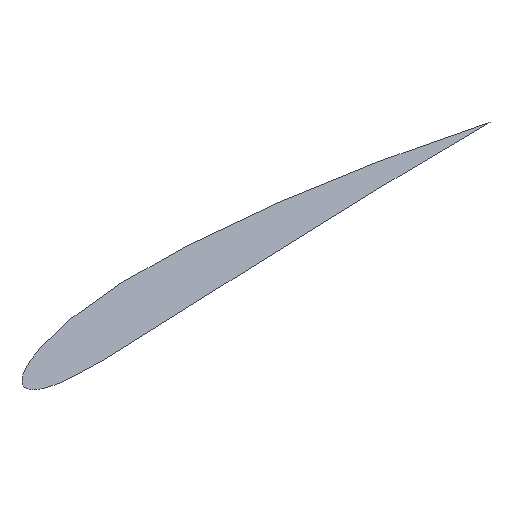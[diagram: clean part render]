
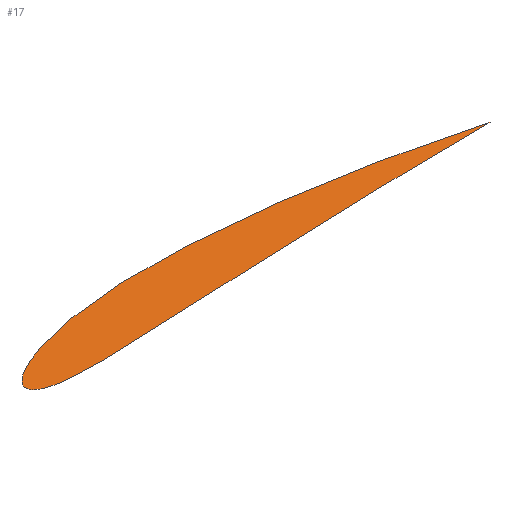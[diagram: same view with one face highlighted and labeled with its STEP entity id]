
A CAD part, isometric view. The second image highlights one B-rep face of the part: STEP entity #17.
In plain terms, the highlighted free-form (B-spline) face has degree [1, 1] with [2, 2] control points.
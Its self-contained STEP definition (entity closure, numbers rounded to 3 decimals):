
#17 = ADVANCED_FACE('',(#18),#76,.F.);
#18 = FACE_BOUND('',#19,.T.);
#19 = EDGE_LOOP('',(#20,#64,#71));
#20 = ORIENTED_EDGE('',*,*,#21,.T.);
#21 = EDGE_CURVE('',#22,#24,#26,.T.);
#22 = VERTEX_POINT('',#23);
#23 = CARTESIAN_POINT('',(1.047,0.001,0.));
#24 = VERTEX_POINT('',#25);
#25 = CARTESIAN_POINT('',(1.047,-0.001,0.));
#26 = B_SPLINE_CURVE_WITH_KNOTS('',3,(#27,#28,#29,#30,#31,#32,#33,#34,
    #35,#36,#37,#38,#39,#40,#41,#42,#43,#44,#45,#46,#47,#48,#49,#50,#51,
    #52,#53,#54,#55,#56,#57,#58,#59,#60,#61,#62,#63),.UNSPECIFIED.,.F.,
  .F.,(4,1,1,1,1,1,1,1,1,1,1,1,1,1,1,1,1,1,1,1,1,1,1,1,1,1,1,1,1,1,1,1,1
    ,1,4),(0.,0.025,0.05,0.101,
    0.15,0.2,0.249,0.298,
    0.347,0.371,0.396,0.421,
    0.446,0.459,0.472,0.486,
    0.493,0.507,0.516,0.523,
    0.535,0.548,0.56,0.584,
    0.609,0.633,0.658,0.707,
    0.755,0.804,0.853,0.902,
    0.951,0.976,1.),.UNSPECIFIED.);
#27 = CARTESIAN_POINT('',(1.047,0.001,0.));
#28 = CARTESIAN_POINT('',(1.03,0.006,0.));
#29 = CARTESIAN_POINT('',(0.995,0.016,0.));
#30 = CARTESIAN_POINT('',(0.925,0.033,0.));
#31 = CARTESIAN_POINT('',(0.838,0.052,0.));
#32 = CARTESIAN_POINT('',(0.733,0.071,0.));
#33 = CARTESIAN_POINT('',(0.629,0.086,0.));
#34 = CARTESIAN_POINT('',(0.524,0.097,0.));
#35 = CARTESIAN_POINT('',(0.419,0.104,0.));
#36 = CARTESIAN_POINT('',(0.332,0.104,0.));
#37 = CARTESIAN_POINT('',(0.262,0.099,0.));
#38 = CARTESIAN_POINT('',(0.209,0.093,0.));
#39 = CARTESIAN_POINT('',(0.157,0.083,0.));
#40 = CARTESIAN_POINT('',(0.113,0.072,0.));
#41 = CARTESIAN_POINT('',(0.078,0.061,0.));
#42 = CARTESIAN_POINT('',(0.052,0.05,0.));
#43 = CARTESIAN_POINT('',(0.029,0.038,0.));
#44 = CARTESIAN_POINT('',(0.01,0.024,0.));
#45 = CARTESIAN_POINT('',(-0.007,0.002,0.));
#46 = CARTESIAN_POINT('',(0.011,-0.015,0.));
#47 = CARTESIAN_POINT('',(0.03,-0.022,0.));
#48 = CARTESIAN_POINT('',(0.052,-0.027,0.));
#49 = CARTESIAN_POINT('',(0.078,-0.029,0.));
#50 = CARTESIAN_POINT('',(0.113,-0.031,0.));
#51 = CARTESIAN_POINT('',(0.157,-0.03,0.));
#52 = CARTESIAN_POINT('',(0.209,-0.029,0.));
#53 = CARTESIAN_POINT('',(0.262,-0.026,0.));
#54 = CARTESIAN_POINT('',(0.332,-0.023,0.));
#55 = CARTESIAN_POINT('',(0.419,-0.019,0.));
#56 = CARTESIAN_POINT('',(0.524,-0.015,0.));
#57 = CARTESIAN_POINT('',(0.628,-0.01,0.));
#58 = CARTESIAN_POINT('',(0.733,-0.007,0.));
#59 = CARTESIAN_POINT('',(0.838,-0.004,0.));
#60 = CARTESIAN_POINT('',(0.925,-0.003,0.));
#61 = CARTESIAN_POINT('',(0.995,-0.002,0.));
#62 = CARTESIAN_POINT('',(1.03,-0.001,0.));
#63 = CARTESIAN_POINT('',(1.047,-0.001,0.));
#64 = ORIENTED_EDGE('',*,*,#65,.T.);
#65 = EDGE_CURVE('',#24,#66,#68,.T.);
#66 = VERTEX_POINT('',#67);
#67 = CARTESIAN_POINT('',(1.057,-0.001,0.));
#68 = B_SPLINE_CURVE_WITH_KNOTS('',1,(#69,#70),.UNSPECIFIED.,.F.,.F.,(2,
    2),(0.,0.009),.PIECEWISE_BEZIER_KNOTS.);
#69 = CARTESIAN_POINT('',(1.047,-0.001,0.));
#70 = CARTESIAN_POINT('',(1.057,-0.001,0.));
#71 = ORIENTED_EDGE('',*,*,#72,.T.);
#72 = EDGE_CURVE('',#66,#22,#73,.T.);
#73 = B_SPLINE_CURVE_WITH_KNOTS('',1,(#74,#75),.UNSPECIFIED.,.F.,.F.,(2,
    2),(-0.01,0.),.PIECEWISE_BEZIER_KNOTS.);
#74 = CARTESIAN_POINT('',(1.057,-0.001,0.));
#75 = CARTESIAN_POINT('',(1.047,0.001,0.));
#76 = B_SPLINE_SURFACE_WITH_KNOTS('',1,1,(
    (#77,#78)
    ,(#79,#80)),.UNSPECIFIED.,.F.,.F.,.F.,(2,2),(2,2),(-1.006,
    0.01),(-0.042,0.086),
  .PIECEWISE_BEZIER_KNOTS.);
#77 = CARTESIAN_POINT('',(1.057,-0.031,0.));
#78 = CARTESIAN_POINT('',(1.057,0.104,0.));
#79 = CARTESIAN_POINT('',(-0.007,-0.031,0.));
#80 = CARTESIAN_POINT('',(-0.007,0.104,0.));
